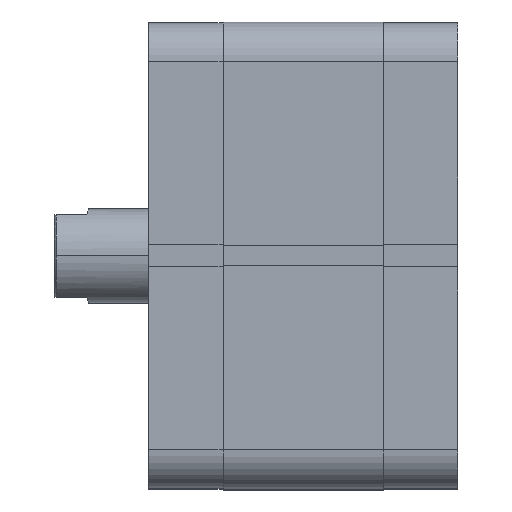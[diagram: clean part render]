
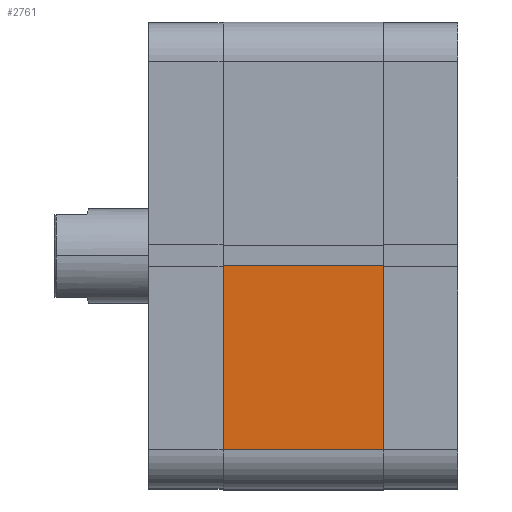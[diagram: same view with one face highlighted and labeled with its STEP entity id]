
A CAD part, top view. The second image highlights one B-rep face of the part: STEP entity #2761.
In plain terms, the highlighted face is planar.
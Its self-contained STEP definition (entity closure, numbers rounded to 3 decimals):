
#291 = EDGE_LOOP ( 'NONE', ( #5160, #5162, #5137, #5136 ) ) ;
#701 = FACE_OUTER_BOUND ( 'NONE', #291, .T. ) ;
#1797 = PLANE ( 'NONE',  #6396 ) ;
#1800 = CARTESIAN_POINT ( 'NONE',  ( 2.6, 62., -42.5 ) ) ;
#1806 = DIRECTION ( 'NONE',  ( 0., 1., 0. ) ) ;
#1807 = DIRECTION ( 'NONE',  ( 0., 0., 1. ) ) ;
#2270 = CARTESIAN_POINT ( 'NONE',  ( 2.6, 62., 0. ) ) ;
#2286 = CARTESIAN_POINT ( 'NONE',  ( 2.6, 62., -42.5 ) ) ;
#2308 = CARTESIAN_POINT ( 'NONE',  ( 51.5, 62., -42.5 ) ) ;
#2761 = ADVANCED_FACE ( 'NONE', ( #701 ), #1797, .T. ) ;
#3243 = VERTEX_POINT ( 'NONE', #2270 ) ;
#3259 = VERTEX_POINT ( 'NONE', #2286 ) ;
#3281 = VERTEX_POINT ( 'NONE', #2308 ) ;
#3713 = CARTESIAN_POINT ( 'NONE',  ( 2.6, 62., -42.5 ) ) ;
#3714 = CARTESIAN_POINT ( 'NONE',  ( 2.6, 62., -42.5 ) ) ;
#3715 = DIRECTION ( 'NONE',  ( -1., 0., 0. ) ) ;
#3722 = CARTESIAN_POINT ( 'NONE',  ( 51.5, 62., -42.5 ) ) ;
#3723 = DIRECTION ( 'NONE',  ( 0., 0., 1. ) ) ;
#3729 = DIRECTION ( 'NONE',  ( 0., 0., 1. ) ) ;
#3730 = CARTESIAN_POINT ( 'NONE',  ( 2.6, 62., 0. ) ) ;
#3731 = DIRECTION ( 'NONE',  ( -1., 0., 0. ) ) ;
#4420 = CARTESIAN_POINT ( 'NONE',  ( 51.5, 62., 0. ) ) ;
#4610 = VECTOR ( 'NONE', #3723, 1000. ) ;
#4613 = LINE ( 'NONE', #3714, #4614 ) ;
#4614 = VECTOR ( 'NONE', #3715, 1000. ) ;
#4616 = LINE ( 'NONE', #3722, #4626 ) ;
#4620 = LINE ( 'NONE', #3713, #4610 ) ;
#4626 = VECTOR ( 'NONE', #3729, 1000. ) ;
#4628 = LINE ( 'NONE', #3730, #4629 ) ;
#4629 = VECTOR ( 'NONE', #3731, 1000. ) ;
#5136 = ORIENTED_EDGE ( 'NONE', *, *, #6027, .T. ) ;
#5137 = ORIENTED_EDGE ( 'NONE', *, *, #6023, .T. ) ;
#5160 = ORIENTED_EDGE ( 'NONE', *, *, #6031, .F. ) ;
#5162 = ORIENTED_EDGE ( 'NONE', *, *, #6030, .F. ) ;
#6023 = EDGE_CURVE ( 'NONE', #3281, #3259, #4613, .T. ) ;
#6027 = EDGE_CURVE ( 'NONE', #3259, #3243, #4620, .T. ) ;
#6030 = EDGE_CURVE ( 'NONE', #3281, #6658, #4616, .T. ) ;
#6031 = EDGE_CURVE ( 'NONE', #6658, #3243, #4628, .T. ) ;
#6396 = AXIS2_PLACEMENT_3D ( 'NONE', #1800, #1806, #1807 ) ;
#6658 = VERTEX_POINT ( 'NONE', #4420 ) ;
